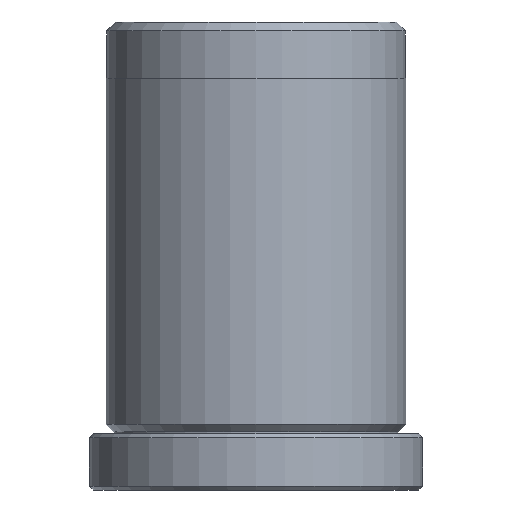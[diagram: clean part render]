
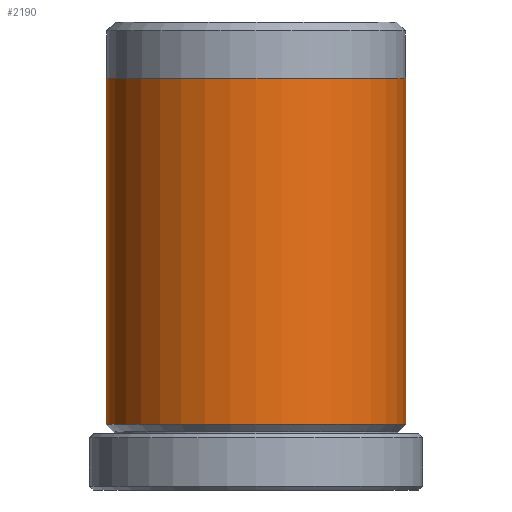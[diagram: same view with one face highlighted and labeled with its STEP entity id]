
A CAD part, front view. The second image highlights one B-rep face of the part: STEP entity #2190.
In plain terms, the highlighted cylindrical face has radius 8 mm (diameter 16 mm), a partial arc.
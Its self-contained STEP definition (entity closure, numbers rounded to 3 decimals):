
#8 = CARTESIAN_POINT ( 'NONE',  ( 0., 0., 22. ) ) ;
#18 = DIRECTION ( 'NONE',  ( 0., 0., 1. ) ) ;
#27 = DIRECTION ( 'NONE',  ( 1., 0., 0. ) ) ;
#54 = AXIS2_PLACEMENT_3D ( 'NONE', #8, #18, #27 ) ;
#90 = CARTESIAN_POINT ( 'NONE',  ( 8., 0., 25. ) ) ;
#101 = CARTESIAN_POINT ( 'NONE',  ( 8., 0., 3.5 ) ) ;
#106 = VERTEX_POINT ( 'NONE', #1272 ) ;
#127 = ORIENTED_EDGE ( 'NONE', *, *, #1979, .F. ) ;
#148 = CIRCLE ( 'NONE', #1951, 8. ) ;
#174 = DIRECTION ( 'NONE',  ( 0., 0., -1. ) ) ;
#189 = ORIENTED_EDGE ( 'NONE', *, *, #872, .F. ) ;
#246 = CARTESIAN_POINT ( 'NONE',  ( -8., 0., 22. ) ) ;
#478 = EDGE_LOOP ( 'NONE', ( #1512, #189, #1821, #127 ) ) ;
#496 = VERTEX_POINT ( 'NONE', #101 ) ;
#541 = CARTESIAN_POINT ( 'NONE',  ( 0., 0., 25. ) ) ;
#623 = CARTESIAN_POINT ( 'NONE',  ( 8., 0., 22. ) ) ;
#634 = EDGE_CURVE ( 'NONE', #661, #496, #2467, .T. ) ;
#661 = VERTEX_POINT ( 'NONE', #623 ) ;
#825 = FACE_OUTER_BOUND ( 'NONE', #478, .T. ) ;
#861 = VERTEX_POINT ( 'NONE', #246 ) ;
#872 = EDGE_CURVE ( 'NONE', #861, #661, #1605, .T. ) ;
#1199 = VECTOR ( 'NONE', #2373, 1000. ) ;
#1272 = CARTESIAN_POINT ( 'NONE',  ( -8., 0., 3.5 ) ) ;
#1326 = VECTOR ( 'NONE', #174, 1000. ) ;
#1380 = CARTESIAN_POINT ( 'NONE',  ( -8., 0., 25. ) ) ;
#1512 = ORIENTED_EDGE ( 'NONE', *, *, #634, .F. ) ;
#1529 = DIRECTION ( 'NONE',  ( 0., 0., -1. ) ) ;
#1605 = CIRCLE ( 'NONE', #54, 8. ) ;
#1736 = LINE ( 'NONE', #1380, #1199 ) ;
#1821 = ORIENTED_EDGE ( 'NONE', *, *, #2292, .T. ) ;
#1866 = CYLINDRICAL_SURFACE ( 'NONE', #1901, 8. ) ;
#1901 = AXIS2_PLACEMENT_3D ( 'NONE', #541, #1529, #1932 ) ;
#1932 = DIRECTION ( 'NONE',  ( -1., 0., 0. ) ) ;
#1951 = AXIS2_PLACEMENT_3D ( 'NONE', #2112, #2298, #2484 ) ;
#1979 = EDGE_CURVE ( 'NONE', #496, #106, #148, .T. ) ;
#2112 = CARTESIAN_POINT ( 'NONE',  ( 0., 0., 3.5 ) ) ;
#2190 = ADVANCED_FACE ( 'NONE', ( #825 ), #1866, .T. ) ;
#2292 = EDGE_CURVE ( 'NONE', #861, #106, #1736, .T. ) ;
#2298 = DIRECTION ( 'NONE',  ( 0., 0., -1. ) ) ;
#2373 = DIRECTION ( 'NONE',  ( 0., 0., -1. ) ) ;
#2467 = LINE ( 'NONE', #90, #1326 ) ;
#2484 = DIRECTION ( 'NONE',  ( -1., 0., 0. ) ) ;
